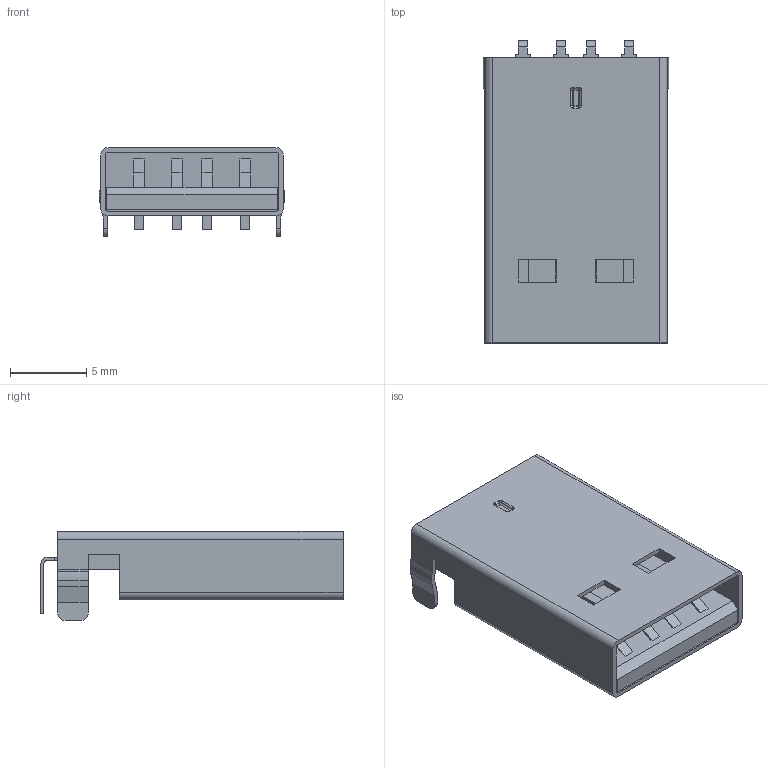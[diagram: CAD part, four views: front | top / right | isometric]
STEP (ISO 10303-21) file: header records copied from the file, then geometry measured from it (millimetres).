
FILE_DESCRIPTION (( 'STEP AP214' ), '1' );
FILE_NAME ('TESTPOINT-TH_4P-P2.54_PH254-1204-450.STEP', '2023-11-09T12:23:55', ( '' ), ( '' ), 'SwSTEP 2.0', 'SolidWorks 2020', '' );
FILE_SCHEMA (( 'AUTOMOTIVE_DESIGN' ));
Length unit declared in the file: millimetre
Products named in the file (1): TESTPOINT-TH_4P-P2.54_PH254-1204-450
Bounding box: 12.2 x 19.85 x 5.85 mm (x, y, z)
Volume: 627.7 mm3; surface area: 1792.6 mm2
Topology: 10 solids, 10 shells, 458 faces, 1224 edges, 808 vertices
Faces by surface type: plane 300, bspline 98, cylinder 48, torus 8, sphere 4
Entity records: 19813 total; most frequent: CARTESIAN_POINT 3793, ORIENTED_EDGE 2440, DIRECTION 1854, EDGE_CURVE 1220, VECTOR 908, LINE 908, VERTEX_POINT 808, EDGE_LOOP 494
